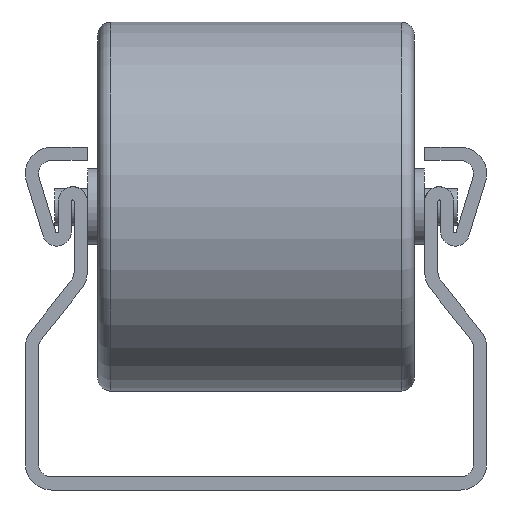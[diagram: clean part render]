
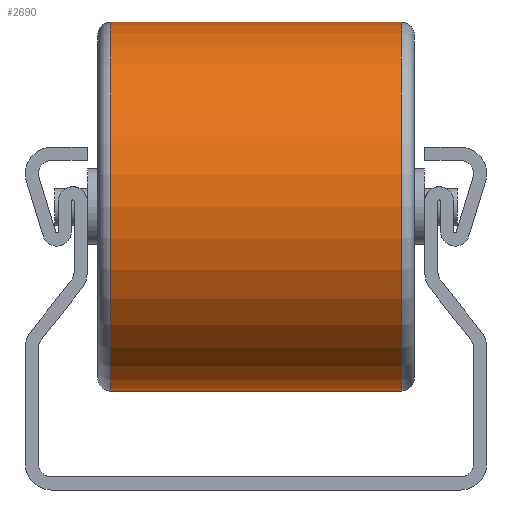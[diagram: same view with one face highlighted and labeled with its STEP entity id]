
A CAD part, left-side view. The second image highlights one B-rep face of the part: STEP entity #2690.
In plain terms, the highlighted cylindrical face has radius 14 mm (diameter 28 mm), a full revolution.
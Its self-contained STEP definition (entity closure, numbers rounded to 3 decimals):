
#434=FACE_BOUND($,#785,.T.);
#489=CYLINDRICAL_SURFACE($,#2897,14.);
#596=FACE_OUTER_BOUND($,#784,.T.);
#784=EDGE_LOOP($,(#1788));
#785=EDGE_LOOP($,(#1789));
#976=CIRCLE($,#2895,14.);
#978=CIRCLE($,#2898,14.);
#1132=VERTEX_POINT($,#4066);
#1134=VERTEX_POINT($,#4071);
#1392=EDGE_CURVE($,#1132,#1132,#976,.T.);
#1394=EDGE_CURVE($,#1134,#1134,#978,.T.);
#1788=ORIENTED_EDGE($,*,*,#1394,.F.);
#1789=ORIENTED_EDGE($,*,*,#1392,.F.);
#2690=ADVANCED_FACE($,(#596,#434),#489,.T.);
#2895=AXIS2_PLACEMENT_3D($,#4067,#3287,#3288);
#2897=AXIS2_PLACEMENT_3D($,#4070,#3291,#3292);
#2898=AXIS2_PLACEMENT_3D($,#4072,#3293,#3294);
#3287=DIRECTION('center_axis',(0.,1.,0.));
#3288=DIRECTION('ref_axis',(0.,0.,
-1.));
#3291=DIRECTION('center_axis',(0.,1.,0.));
#3292=DIRECTION('ref_axis',(0.,0.,
1.));
#3293=DIRECTION('center_axis',(0.,-1.,0.));
#3294=DIRECTION('ref_axis',(0.,0.,
-1.));
#4066=CARTESIAN_POINT('',(16.5,11.,35.5));
#4067=CARTESIAN_POINT('Origin',(16.5,11.,21.5));
#4070=CARTESIAN_POINT('Origin',(16.5,0.,21.5));
#4071=CARTESIAN_POINT('',(16.5,-11.,35.5));
#4072=CARTESIAN_POINT('Origin',(16.5,-11.,21.5));
